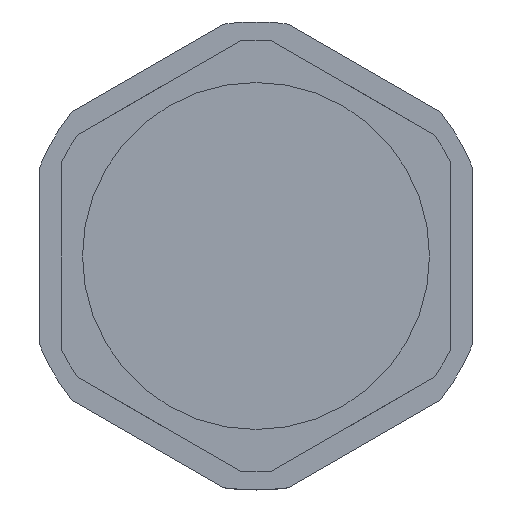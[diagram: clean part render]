
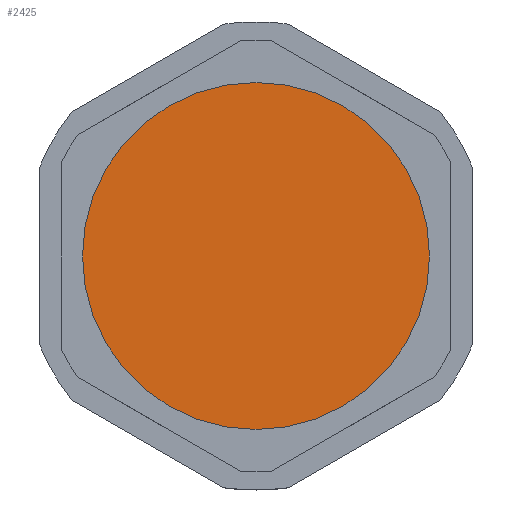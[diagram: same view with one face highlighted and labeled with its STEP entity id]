
A CAD part, front view. The second image highlights one B-rep face of the part: STEP entity #2425.
In plain terms, the highlighted planar face has unit normal (0, -1, 0).
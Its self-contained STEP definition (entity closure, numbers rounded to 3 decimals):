
#544 = DIRECTION ( 'NONE',  ( -1., 0., 0. ) ) ;
#606 = CARTESIAN_POINT ( 'NONE',  ( 0., 0., 0. ) ) ;
#671 = ORIENTED_EDGE ( 'NONE', *, *, #2020, .F. ) ;
#898 = VERTEX_POINT ( 'NONE', #1921 ) ;
#1047 = AXIS2_PLACEMENT_3D ( 'NONE', #2860, #3239, #1337 ) ;
#1073 = DIRECTION ( 'NONE',  ( 0., 1., 0. ) ) ;
#1135 = CIRCLE ( 'NONE', #2319, 7.6 ) ;
#1267 = ORIENTED_EDGE ( 'NONE', *, *, #3199, .F. ) ;
#1337 = DIRECTION ( 'NONE',  ( -1., 0., 0. ) ) ;
#1376 = CIRCLE ( 'NONE', #1402, 7.6 ) ;
#1402 = AXIS2_PLACEMENT_3D ( 'NONE', #1604, #2871, #544 ) ;
#1604 = CARTESIAN_POINT ( 'NONE',  ( 0., 0., 0. ) ) ;
#1767 = VERTEX_POINT ( 'NONE', #2877 ) ;
#1773 = FACE_OUTER_BOUND ( 'NONE', #2240, .T. ) ;
#1921 = CARTESIAN_POINT ( 'NONE',  ( 7.6, 0., 0. ) ) ;
#2020 = EDGE_CURVE ( 'NONE', #898, #1767, #1135, .T. ) ;
#2240 = EDGE_LOOP ( 'NONE', ( #1267, #671 ) ) ;
#2262 = DIRECTION ( 'NONE',  ( -1., 0., 0. ) ) ;
#2319 = AXIS2_PLACEMENT_3D ( 'NONE', #606, #1073, #2262 ) ;
#2425 = ADVANCED_FACE ( 'NONE', ( #1773 ), #2808, .F. ) ;
#2808 = PLANE ( 'NONE',  #1047 ) ;
#2860 = CARTESIAN_POINT ( 'NONE',  ( 0., 0., 0. ) ) ;
#2871 = DIRECTION ( 'NONE',  ( 0., 1., 0. ) ) ;
#2877 = CARTESIAN_POINT ( 'NONE',  ( -7.6, 0., 0. ) ) ;
#3199 = EDGE_CURVE ( 'NONE', #1767, #898, #1376, .T. ) ;
#3239 = DIRECTION ( 'NONE',  ( 0., 1., 0. ) ) ;
